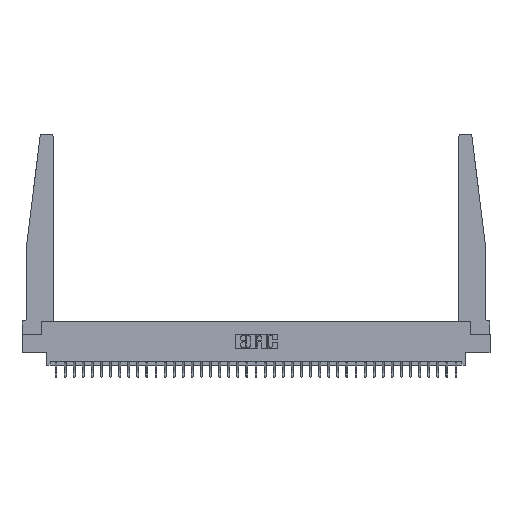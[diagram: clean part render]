
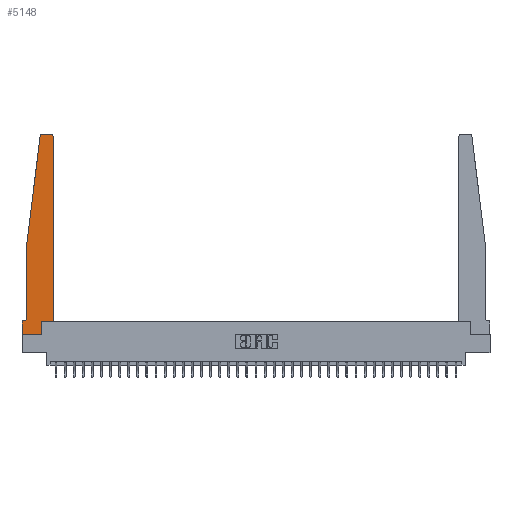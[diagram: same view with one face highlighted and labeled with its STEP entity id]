
A CAD part, top view. The second image highlights one B-rep face of the part: STEP entity #5148.
In plain terms, the highlighted planar face has unit normal (0, 0, 1).
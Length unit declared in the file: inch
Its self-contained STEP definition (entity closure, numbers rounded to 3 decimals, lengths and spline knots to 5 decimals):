
#211 = LINE ( 'NONE', #17529, #27423 ) ;
#272 = CARTESIAN_POINT ( 'NONE',  ( 0., 0., 0.37 ) ) ;
#1720 = VERTEX_POINT ( 'NONE', #1908 ) ;
#1908 = CARTESIAN_POINT ( 'NONE',  ( 0.065, 1.25, 0.37 ) ) ;
#1970 = EDGE_CURVE ( 'NONE', #25073, #24506, #15513, .T. ) ;
#2191 = VECTOR ( 'NONE', #11821, 39.37008 ) ;
#2292 = ORIENTED_EDGE ( 'NONE', *, *, #24402, .T. ) ;
#2437 = DIRECTION ( 'NONE',  ( 0., 0., 1. ) ) ;
#2814 = CARTESIAN_POINT ( 'NONE',  ( 0.25, 2.75, 0.37 ) ) ;
#2965 = EDGE_CURVE ( 'NONE', #9988, #33469, #211, .T. ) ;
#3140 = LINE ( 'NONE', #20357, #17196 ) ;
#4478 = DIRECTION ( 'NONE',  ( 1., 0., 0. ) ) ;
#4926 = VERTEX_POINT ( 'NONE', #13886 ) ;
#5148 = ADVANCED_FACE ( 'NONE', ( #28270 ), #17647, .T. ) ;
#5461 = DIRECTION ( 'NONE',  ( 0., 0., 1. ) ) ;
#5465 = DIRECTION ( 'NONE',  ( -1., 0., 0. ) ) ;
#5567 = VERTEX_POINT ( 'NONE', #32437 ) ;
#5631 = CARTESIAN_POINT ( 'NONE',  ( 0., 0., 0.37 ) ) ;
#6064 = CARTESIAN_POINT ( 'NONE',  ( 0.015, 0.1875, 0.37 ) ) ;
#6095 = EDGE_CURVE ( 'NONE', #28976, #25073, #14202, .T. ) ;
#6119 = AXIS2_PLACEMENT_3D ( 'NONE', #27779, #12030, #30438 ) ;
#6319 = DIRECTION ( 'NONE',  ( -0.122, -0.992, 0. ) ) ;
#6324 = CARTESIAN_POINT ( 'NONE',  ( 0.425, 0.18, 0.37 ) ) ;
#6422 = CARTESIAN_POINT ( 'NONE',  ( 0.2605, 0., 0.37 ) ) ;
#6757 = DIRECTION ( 'NONE',  ( -1., 0., 0. ) ) ;
#6962 = VECTOR ( 'NONE', #6319, 39.37008 ) ;
#7261 = ORIENTED_EDGE ( 'NONE', *, *, #1970, .T. ) ;
#7445 = AXIS2_PLACEMENT_3D ( 'NONE', #17792, #2437, #20906 ) ;
#8259 = ORIENTED_EDGE ( 'NONE', *, *, #14261, .T. ) ;
#8441 = AXIS2_PLACEMENT_3D ( 'NONE', #33377, #20313, #4478 ) ;
#9988 = VERTEX_POINT ( 'NONE', #272 ) ;
#10450 = CIRCLE ( 'NONE', #7445, 0.03 ) ;
#11347 = ORIENTED_EDGE ( 'NONE', *, *, #18899, .T. ) ;
#11821 = DIRECTION ( 'NONE',  ( 0., 1., 0. ) ) ;
#12030 = DIRECTION ( 'NONE',  ( 0., 0., -1. ) ) ;
#12608 = CARTESIAN_POINT ( 'NONE',  ( 0., 0.1875, 0.37 ) ) ;
#13267 = ORIENTED_EDGE ( 'NONE', *, *, #27092, .T. ) ;
#13679 = ORIENTED_EDGE ( 'NONE', *, *, #26543, .T. ) ;
#13754 = LINE ( 'NONE', #6324, #28559 ) ;
#13886 = CARTESIAN_POINT ( 'NONE',  ( 0.425, 0.18, 0.37 ) ) ;
#14011 = LINE ( 'NONE', #22144, #6962 ) ;
#14202 = CIRCLE ( 'NONE', #33568, 0.03 ) ;
#14261 = EDGE_CURVE ( 'NONE', #30233, #29840, #30363, .T. ) ;
#14447 = VERTEX_POINT ( 'NONE', #12608 ) ;
#14746 = CARTESIAN_POINT ( 'NONE',  ( 0.065, 0.1875, 0.37 ) ) ;
#15513 = LINE ( 'NONE', #2814, #16339 ) ;
#15612 = LINE ( 'NONE', #14746, #20964 ) ;
#16339 = VECTOR ( 'NONE', #5465, 39.37008 ) ;
#17024 = CARTESIAN_POINT ( 'NONE',  ( 0.2605, 0.18, 0.37 ) ) ;
#17196 = VECTOR ( 'NONE', #22980, 39.37008 ) ;
#17529 = CARTESIAN_POINT ( 'NONE',  ( 0., 0., 0.37 ) ) ;
#17647 = PLANE ( 'NONE',  #8441 ) ;
#17710 = ORIENTED_EDGE ( 'NONE', *, *, #29222, .T. ) ;
#17737 = CARTESIAN_POINT ( 'NONE',  ( 0.27653, 2.75, 0.37 ) ) ;
#17792 = CARTESIAN_POINT ( 'NONE',  ( 0.27653, 2.72, 0.37 ) ) ;
#18420 = DIRECTION ( 'NONE',  ( 0., -1., 0. ) ) ;
#18590 = CARTESIAN_POINT ( 'NONE',  ( 0.425, 2.72, 0.37 ) ) ;
#18899 = EDGE_CURVE ( 'NONE', #4926, #28976, #3140, .T. ) ;
#19185 = ORIENTED_EDGE ( 'NONE', *, *, #26740, .T. ) ;
#20313 = DIRECTION ( 'NONE',  ( 0., 0., 1. ) ) ;
#20357 = CARTESIAN_POINT ( 'NONE',  ( 0.425, 0.18, 0.37 ) ) ;
#20906 = DIRECTION ( 'NONE',  ( 1., 0., 0. ) ) ;
#20964 = VECTOR ( 'NONE', #6757, 39.37008 ) ;
#21263 = CARTESIAN_POINT ( 'NONE',  ( 0.395, 2.72, 0.37 ) ) ;
#21964 = EDGE_CURVE ( 'NONE', #1720, #30233, #24427, .T. ) ;
#22121 = EDGE_LOOP ( 'NONE', ( #7261, #19185, #17710, #25624, #8259, #2292, #28670, #32483, #13679, #13267, #11347, #28025 ) ) ;
#22144 = CARTESIAN_POINT ( 'NONE',  ( 0.065, 1.25, 0.37 ) ) ;
#22214 = VECTOR ( 'NONE', #31866, 39.37008 ) ;
#22282 = VERTEX_POINT ( 'NONE', #17024 ) ;
#22980 = DIRECTION ( 'NONE',  ( 0., 1., 0. ) ) ;
#23601 = VECTOR ( 'NONE', #18420, 39.37008 ) ;
#23919 = DIRECTION ( 'NONE',  ( 1., 0., 0. ) ) ;
#24102 = EDGE_CURVE ( 'NONE', #14447, #9988, #30054, .T. ) ;
#24402 = EDGE_CURVE ( 'NONE', #29840, #14447, #15612, .T. ) ;
#24427 = LINE ( 'NONE', #26347, #23601 ) ;
#24506 = VERTEX_POINT ( 'NONE', #17737 ) ;
#24781 = DIRECTION ( 'NONE',  ( 1., 0., 0. ) ) ;
#25073 = VERTEX_POINT ( 'NONE', #30255 ) ;
#25624 = ORIENTED_EDGE ( 'NONE', *, *, #21964, .T. ) ;
#26347 = CARTESIAN_POINT ( 'NONE',  ( 0.065, 1.25, 0.37 ) ) ;
#26543 = EDGE_CURVE ( 'NONE', #33469, #22282, #29431, .T. ) ;
#26740 = EDGE_CURVE ( 'NONE', #24506, #5567, #10450, .T. ) ;
#27092 = EDGE_CURVE ( 'NONE', #22282, #4926, #13754, .T. ) ;
#27423 = VECTOR ( 'NONE', #30750, 39.37008 ) ;
#27573 = CARTESIAN_POINT ( 'NONE',  ( 0.2605, 0.18, 0.37 ) ) ;
#27779 = CARTESIAN_POINT ( 'NONE',  ( 0.015, 0.2375, 0.37 ) ) ;
#28025 = ORIENTED_EDGE ( 'NONE', *, *, #6095, .T. ) ;
#28270 = FACE_OUTER_BOUND ( 'NONE', #22121, .T. ) ;
#28559 = VECTOR ( 'NONE', #24781, 39.37008 ) ;
#28670 = ORIENTED_EDGE ( 'NONE', *, *, #24102, .T. ) ;
#28976 = VERTEX_POINT ( 'NONE', #18590 ) ;
#29222 = EDGE_CURVE ( 'NONE', #5567, #1720, #14011, .T. ) ;
#29431 = LINE ( 'NONE', #27573, #2191 ) ;
#29840 = VERTEX_POINT ( 'NONE', #6064 ) ;
#30054 = LINE ( 'NONE', #5631, #22214 ) ;
#30233 = VERTEX_POINT ( 'NONE', #31160 ) ;
#30255 = CARTESIAN_POINT ( 'NONE',  ( 0.395, 2.75, 0.37 ) ) ;
#30363 = CIRCLE ( 'NONE', #6119, 0.05 ) ;
#30438 = DIRECTION ( 'NONE',  ( -1., 0., 0. ) ) ;
#30750 = DIRECTION ( 'NONE',  ( 1., 0., 0. ) ) ;
#31160 = CARTESIAN_POINT ( 'NONE',  ( 0.065, 0.2375, 0.37 ) ) ;
#31866 = DIRECTION ( 'NONE',  ( 0., -1., 0. ) ) ;
#32437 = CARTESIAN_POINT ( 'NONE',  ( 0.24675, 2.72367, 0.37 ) ) ;
#32483 = ORIENTED_EDGE ( 'NONE', *, *, #2965, .T. ) ;
#33377 = CARTESIAN_POINT ( 'NONE',  ( 0., 0.1875, 0.37 ) ) ;
#33469 = VERTEX_POINT ( 'NONE', #6422 ) ;
#33568 = AXIS2_PLACEMENT_3D ( 'NONE', #21263, #5461, #23919 ) ;
